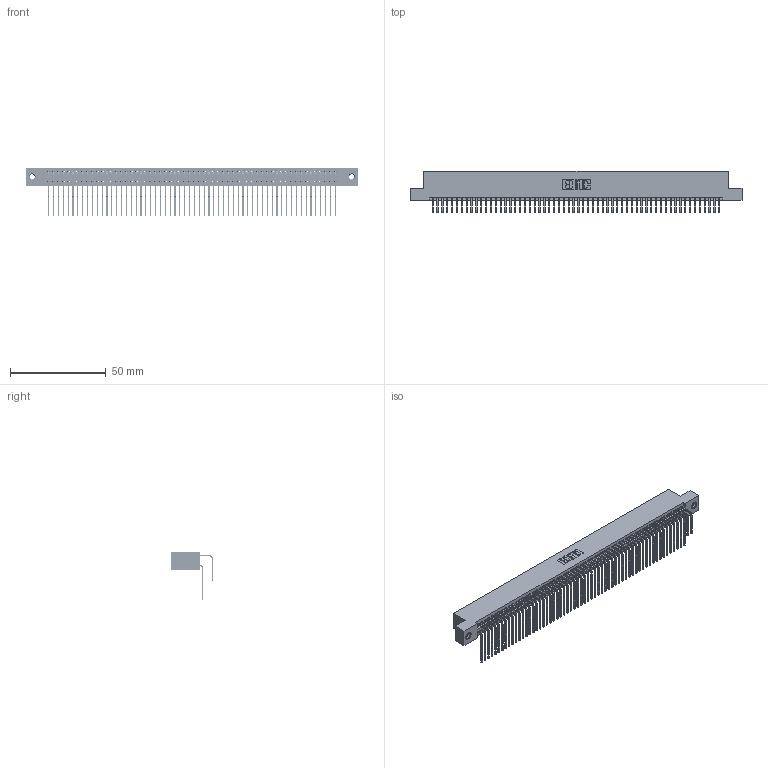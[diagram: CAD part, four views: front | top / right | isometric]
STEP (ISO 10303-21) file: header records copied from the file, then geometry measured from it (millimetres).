
FILE_DESCRIPTION (( 'STEP AP203' ), '1' );
FILE_NAME ('395-120-558-207.STEP', '2018-12-03T15:33:12', ( '' ), ( '' ), 'SwSTEP 2.0', 'SolidWorks 2016', '' );
FILE_SCHEMA (( 'CONFIG_CONTROL_DESIGN' ));
Length unit declared in the file: inch
Products named in the file (5): 345-250-001_345-250-005-103; 345-292-001_558 559 Tail - 1; 345 Part_Flush Mounting Lugs - 0.156 Dia-TI; 395-120-558-207; 345-292-001_558 Tail - 2
Assembly tree (123 placements, depth 2):
  395-120-558-207
    345 Part_Flush Mounting Lugs - 0.156 Dia-TI
    345-292-001_558 559 Tail - 1  x60
    345-292-001_558 Tail - 2  x60
    345-250-001_345-250-005-103  x2
Bounding box: 173.61 x 21.83 x 25.53 mm (x, y, z)
Volume: 17710.4 mm3; surface area: 29810.6 mm2
Topology: 123 solids, 123 shells, 6426 faces, 19077 edges, 12550 vertices
Faces by surface type: plane 4312, cylinder 2098, cone 12, torus 4
Entity records: 47492 total; most frequent: CARTESIAN_POINT 7970, ORIENTED_EDGE 7846, DIRECTION 7005, EDGE_CURVE 3923, LINE 3491, VECTOR 3491, VERTEX_POINT 2608, AXIS2_PLACEMENT_3D 1757
